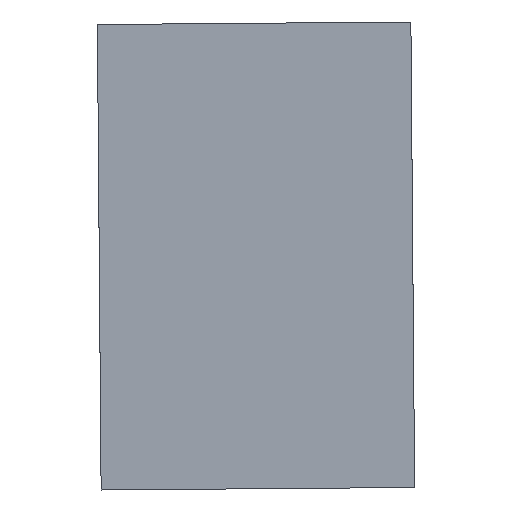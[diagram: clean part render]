
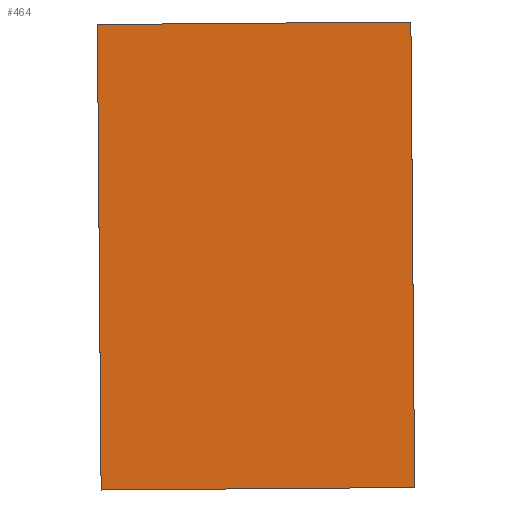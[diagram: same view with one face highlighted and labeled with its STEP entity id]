
A CAD part, left-side view. The second image highlights one B-rep face of the part: STEP entity #464.
In plain terms, the highlighted face is planar.
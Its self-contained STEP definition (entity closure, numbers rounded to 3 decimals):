
#51=LINE('',#797,#77);
#55=LINE('',#805,#81);
#58=LINE('',#811,#84);
#62=LINE('',#817,#88);
#77=VECTOR('',#667,10.);
#81=VECTOR('',#673,10.);
#84=VECTOR('',#678,10.);
#88=VECTOR('',#684,10.);
#136=FACE_OUTER_BOUND('',#184,.T.);
#184=EDGE_LOOP('',(#407,#408,#409,#410));
#241=VERTEX_POINT('',#795);
#242=VERTEX_POINT('',#796);
#245=VERTEX_POINT('',#804);
#247=VERTEX_POINT('',#810);
#291=EDGE_CURVE('',#241,#242,#51,.T.);
#295=EDGE_CURVE('',#245,#242,#55,.T.);
#298=EDGE_CURVE('',#245,#247,#58,.T.);
#302=EDGE_CURVE('',#241,#247,#62,.T.);
#407=ORIENTED_EDGE('',*,*,#291,.F.);
#408=ORIENTED_EDGE('',*,*,#302,.T.);
#409=ORIENTED_EDGE('',*,*,#298,.F.);
#410=ORIENTED_EDGE('',*,*,#295,.T.);
#430=PLANE('',#530);
#464=ADVANCED_FACE('',(#136),#430,.T.);
#530=AXIS2_PLACEMENT_3D('',#819,#687,#688);
#667=DIRECTION('',(0.,0.,-1.));
#673=DIRECTION('',(0.,1.,0.));
#678=DIRECTION('',(0.,0.,1.));
#684=DIRECTION('',(0.,-1.,0.));
#687=DIRECTION('center_axis',(1.,0.,0.));
#688=DIRECTION('ref_axis',(0.,-1.,0.));
#795=CARTESIAN_POINT('',(259.951,-1.9,176.5));
#796=CARTESIAN_POINT('',(259.951,-1.9,123.2));
#797=CARTESIAN_POINT('',(259.951,-1.9,149.85));
#804=CARTESIAN_POINT('',(259.951,-37.8,123.2));
#805=CARTESIAN_POINT('',(259.951,-10.875,123.2));
#810=CARTESIAN_POINT('',(259.951,-37.8,176.5));
#811=CARTESIAN_POINT('',(259.951,-37.8,176.5));
#817=CARTESIAN_POINT('',(259.951,8.1,176.5));
#819=CARTESIAN_POINT('Origin',(259.951,-1.9,176.5));
